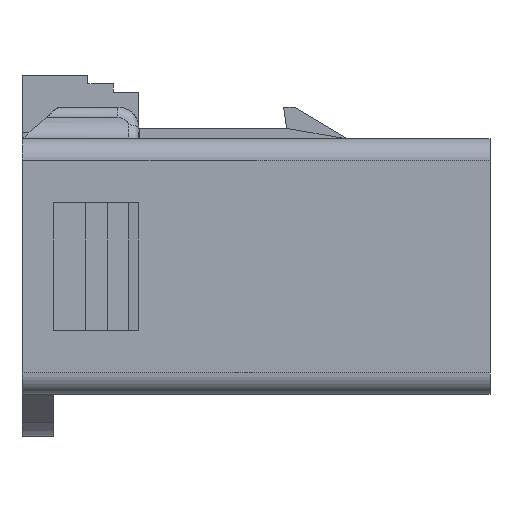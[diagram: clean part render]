
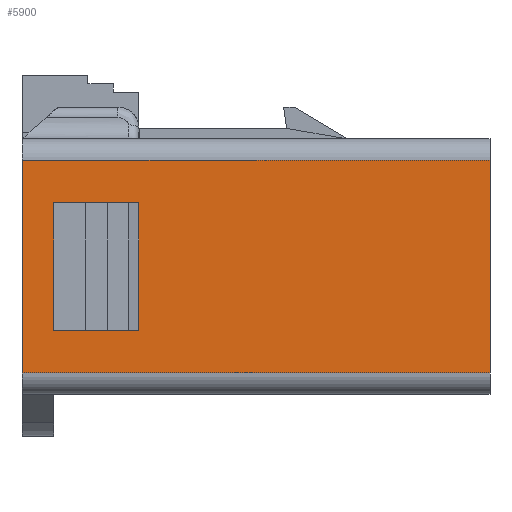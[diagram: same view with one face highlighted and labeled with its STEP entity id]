
A CAD part, front view. The second image highlights one B-rep face of the part: STEP entity #5900.
In plain terms, the highlighted planar face has unit normal (0, -1, 0).
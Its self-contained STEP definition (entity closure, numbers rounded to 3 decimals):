
#91=FACE_BOUND('',#584,.T.);
#253=FACE_OUTER_BOUND('',#583,.T.);
#583=EDGE_LOOP('',(#4396,#4397,#4398,#4399));
#584=EDGE_LOOP('',(#4400,#4401,#4402,#4403));
#867=LINE('',#8048,#1655);
#872=LINE('',#8059,#1660);
#886=LINE('',#8086,#1674);
#888=LINE('',#8089,#1676);
#1123=LINE('',#9143,#1911);
#1124=LINE('',#9148,#1912);
#1125=LINE('',#9149,#1913);
#1126=LINE('',#9150,#1914);
#1655=VECTOR('',#6536,1.);
#1660=VECTOR('',#6543,1.);
#1674=VECTOR('',#6567,1.);
#1676=VECTOR('',#6571,1.);
#1911=VECTOR('',#7044,1.);
#1912=VECTOR('',#7049,1.);
#1913=VECTOR('',#7050,1.);
#1914=VECTOR('',#7051,1.);
#2435=VERTEX_POINT('',#8045);
#2436=VERTEX_POINT('',#8047);
#2440=VERTEX_POINT('',#8056);
#2441=VERTEX_POINT('',#8058);
#2628=VERTEX_POINT('',#9140);
#2629=VERTEX_POINT('',#9142);
#2630=VERTEX_POINT('',#9146);
#2631=VERTEX_POINT('',#9147);
#2995=EDGE_CURVE('',#2435,#2436,#867,.T.);
#3000=EDGE_CURVE('',#2441,#2440,#872,.T.);
#3014=EDGE_CURVE('',#2435,#2441,#886,.T.);
#3016=EDGE_CURVE('',#2436,#2440,#888,.T.);
#3294=EDGE_CURVE('',#2629,#2628,#1123,.T.);
#3296=EDGE_CURVE('',#2630,#2631,#1124,.T.);
#3297=EDGE_CURVE('',#2629,#2630,#1125,.T.);
#3298=EDGE_CURVE('',#2628,#2631,#1126,.T.);
#4396=ORIENTED_EDGE('',*,*,#3296,.F.);
#4397=ORIENTED_EDGE('',*,*,#3297,.F.);
#4398=ORIENTED_EDGE('',*,*,#3294,.T.);
#4399=ORIENTED_EDGE('',*,*,#3298,.T.);
#4400=ORIENTED_EDGE('',*,*,#3014,.T.);
#4401=ORIENTED_EDGE('',*,*,#3000,.T.);
#4402=ORIENTED_EDGE('',*,*,#3016,.F.);
#4403=ORIENTED_EDGE('',*,*,#2995,.F.);
#5574=PLANE('',#6262);
#5900=ADVANCED_FACE('',(#253,#91),#5574,.F.);
#6262=AXIS2_PLACEMENT_3D('',#9145,#7047,#7048);
#6536=DIRECTION('',(0.,0.,1.));
#6543=DIRECTION('',(0.,0.,1.));
#6567=DIRECTION('',(-1.,0.,0.));
#6571=DIRECTION('',(-1.,0.,0.));
#7044=DIRECTION('',(-1.,0.,0.));
#7047=DIRECTION('center_axis',(0.,1.,0.));
#7048=DIRECTION('ref_axis',(0.,0.,-1.));
#7049=DIRECTION('',(-1.,0.,0.));
#7050=DIRECTION('',(0.,0.,-1.));
#7051=DIRECTION('',(0.,0.,-1.));
#8045=CARTESIAN_POINT('',(-16.5,-2.55,-6.2));
#8047=CARTESIAN_POINT('',(-16.5,-2.55,-0.2));
#8048=CARTESIAN_POINT('',(-16.5,-2.55,-3.2));
#8056=CARTESIAN_POINT('',(-20.5,-2.55,-0.2));
#8058=CARTESIAN_POINT('',(-20.5,-2.55,-6.2));
#8059=CARTESIAN_POINT('',(-20.5,-2.55,-3.2));
#8086=CARTESIAN_POINT('',(-18.5,-2.55,-6.2));
#8089=CARTESIAN_POINT('',(-18.5,-2.55,-0.2));
#9140=CARTESIAN_POINT('',(-22.,-2.55,1.8));
#9142=CARTESIAN_POINT('',(0.,-2.55,1.8));
#9143=CARTESIAN_POINT('',(-11.,-2.55,1.8));
#9145=CARTESIAN_POINT('Origin',(0.,-2.55,2.8));
#9146=CARTESIAN_POINT('',(0.,-2.55,-8.2));
#9147=CARTESIAN_POINT('',(-22.,-2.55,-8.2));
#9148=CARTESIAN_POINT('',(-11.,-2.55,-8.2));
#9149=CARTESIAN_POINT('',(0.,-2.55,-3.2));
#9150=CARTESIAN_POINT('',(-22.,-2.55,-3.2));
